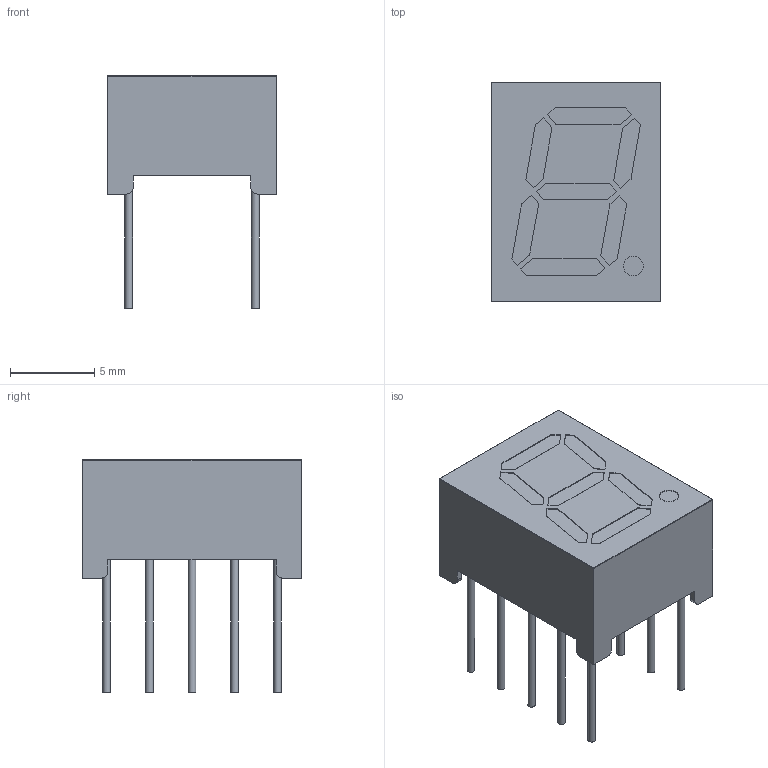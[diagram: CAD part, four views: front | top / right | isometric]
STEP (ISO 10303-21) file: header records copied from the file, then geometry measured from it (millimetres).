
FILE_DESCRIPTION(/* description */ (''),/* implementation_level */ '2;1');
FILE_NAME(/* name */ 'SUNLIGHT_13x10x7_7_segment_display.step',/* time_stamp */ '2022-07-22T17:53:26+02:00',/* author */ (''),/* organization */ (''),/* preprocessor_version */ 'ST-DEVELOPER v19',/* originating_system */ 'Autodesk Translation Framework v11.7.0.108',/* authorisation */ '');
FILE_SCHEMA (('AUTOMOTIVE_DESIGN { 1 0 10303 214 3 1 1 }'));
Length unit declared in the file: millimetre
Products named in the file (1): SUNLIGHT_13x10x7_7_segment_display
Bounding box: 10 x 13 x 13.85 mm (x, y, z)
Volume: 789.1 mm3; surface area: 1633 mm2
Topology: 21 solids, 21 shells, 221 faces, 537 edges, 358 vertices
Faces by surface type: plane 200, cylinder 21
Full cylindrical faces by diameter (mm): 0.45 x10, 1.169 x3
Entity records: 6478 total; most frequent: CARTESIAN_POINT 1117, ORIENTED_EDGE 1074, DIRECTION 1023, EDGE_CURVE 537, LINE 495, VECTOR 495, VERTEX_POINT 358, AXIS2_PLACEMENT_3D 264
